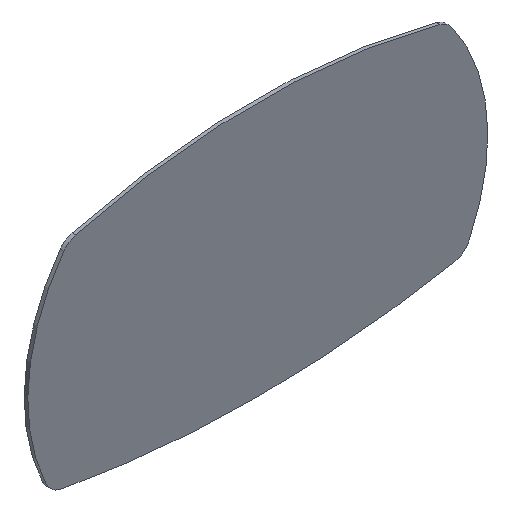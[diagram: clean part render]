
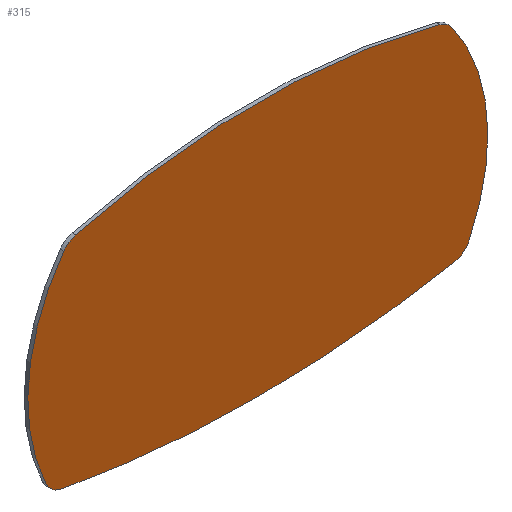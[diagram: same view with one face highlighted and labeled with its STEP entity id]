
A CAD part, isometric view. The second image highlights one B-rep face of the part: STEP entity #315.
In plain terms, the highlighted planar face has unit normal (0, -1, 0).
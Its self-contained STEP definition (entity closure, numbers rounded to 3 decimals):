
#2 = AXIS2_PLACEMENT_3D ( 'NONE', #11, #288, #257 ) ;
#8 = AXIS2_PLACEMENT_3D ( 'NONE', #187, #335, #122 ) ;
#11 = CARTESIAN_POINT ( 'NONE',  ( 0., 0., 260.533 ) ) ;
#17 = CARTESIAN_POINT ( 'NONE',  ( 26.717, 0., 118.016 ) ) ;
#22 = VERTEX_POINT ( 'NONE', #279 ) ;
#24 = CARTESIAN_POINT ( 'NONE',  ( 54.54, 0., -30.399 ) ) ;
#27 = DIRECTION ( 'NONE',  ( 0., 1., 0. ) ) ;
#32 = CARTESIAN_POINT ( 'NONE',  ( -53.435, 0., -24.502 ) ) ;
#35 = DIRECTION ( 'NONE',  ( 0., 0., 1. ) ) ;
#36 = AXIS2_PLACEMENT_3D ( 'NONE', #304, #215, #116 ) ;
#37 = CIRCLE ( 'NONE', #310, 52.798 ) ;
#38 = CARTESIAN_POINT ( 'NONE',  ( -54.54, 0., -30.399 ) ) ;
#46 = DIRECTION ( 'NONE',  ( 0., 1., 0. ) ) ;
#58 = DIRECTION ( 'NONE',  ( 0., 1., 0. ) ) ;
#60 = DIRECTION ( 'NONE',  ( 0., 0., 1. ) ) ;
#64 = VERTEX_POINT ( 'NONE', #24 ) ;
#66 = DIRECTION ( 'NONE',  ( 0., 1., 0. ) ) ;
#67 = DIRECTION ( 'NONE',  ( 0., 1., 0. ) ) ;
#68 = EDGE_CURVE ( 'NONE', #283, #197, #336, .T. ) ;
#74 = AXIS2_PLACEMENT_3D ( 'NONE', #94, #58, #100 ) ;
#85 = EDGE_CURVE ( 'NONE', #271, #130, #180, .T. ) ;
#88 = AXIS2_PLACEMENT_3D ( 'NONE', #17, #46, #269 ) ;
#89 = EDGE_CURVE ( 'NONE', #22, #195, #250, .T. ) ;
#94 = CARTESIAN_POINT ( 'NONE',  ( -11.202, 0., -4.341 ) ) ;
#96 = EDGE_CURVE ( 'NONE', #130, #278, #366, .T. ) ;
#100 = DIRECTION ( 'NONE',  ( 0., 0., 1. ) ) ;
#101 = EDGE_CURVE ( 'NONE', #197, #22, #136, .T. ) ;
#107 = CARTESIAN_POINT ( 'NONE',  ( -58.849, 0., -27.087 ) ) ;
#113 = ORIENTED_EDGE ( 'NONE', *, *, #123, .F. ) ;
#116 = DIRECTION ( 'NONE',  ( 0., 0., 1. ) ) ;
#121 = ORIENTED_EDGE ( 'NONE', *, *, #101, .F. ) ;
#122 = DIRECTION ( 'NONE',  ( 0., 0., 1. ) ) ;
#123 = EDGE_CURVE ( 'NONE', #369, #64, #124, .T. ) ;
#124 = CIRCLE ( 'NONE', #272, 6. ) ;
#130 = VERTEX_POINT ( 'NONE', #38 ) ;
#134 = CARTESIAN_POINT ( 'NONE',  ( 0., 0., -35.467 ) ) ;
#136 = CIRCLE ( 'NONE', #214, 196. ) ;
#144 = CARTESIAN_POINT ( 'NONE',  ( 0., 0., 260.533 ) ) ;
#150 = EDGE_CURVE ( 'NONE', #64, #271, #218, .T. ) ;
#157 = EDGE_CURVE ( 'NONE', #195, #369, #37, .T. ) ;
#158 = DIRECTION ( 'NONE',  ( 0., 0., 1. ) ) ;
#180 = CIRCLE ( 'NONE', #294, 296. ) ;
#181 = ORIENTED_EDGE ( 'NONE', *, *, #157, .F. ) ;
#187 = CARTESIAN_POINT ( 'NONE',  ( -49.132, 0., 23.071 ) ) ;
#191 = EDGE_CURVE ( 'NONE', #278, #283, #194, .T. ) ;
#194 = CIRCLE ( 'NONE', #74, 52.798 ) ;
#195 = VERTEX_POINT ( 'NONE', #334 ) ;
#197 = VERTEX_POINT ( 'NONE', #254 ) ;
#202 = PLANE ( 'NONE',  #88 ) ;
#208 = CARTESIAN_POINT ( 'NONE',  ( 58.849, 0., -27.087 ) ) ;
#213 = ORIENTED_EDGE ( 'NONE', *, *, #191, .F. ) ;
#214 = AXIS2_PLACEMENT_3D ( 'NONE', #368, #66, #158 ) ;
#215 = DIRECTION ( 'NONE',  ( 0., 1., 0. ) ) ;
#217 = DIRECTION ( 'NONE',  ( 0., 1., 0. ) ) ;
#218 = CIRCLE ( 'NONE', #2, 296. ) ;
#222 = DIRECTION ( 'NONE',  ( 0., 1., 0. ) ) ;
#226 = CARTESIAN_POINT ( 'NONE',  ( 11.202, 0., -4.341 ) ) ;
#234 = FACE_OUTER_BOUND ( 'NONE', #347, .T. ) ;
#247 = DIRECTION ( 'NONE',  ( 0., 0., 1. ) ) ;
#250 = CIRCLE ( 'NONE', #36, 6. ) ;
#254 = CARTESIAN_POINT ( 'NONE',  ( -50.683, 0., 28.866 ) ) ;
#256 = ORIENTED_EDGE ( 'NONE', *, *, #89, .F. ) ;
#257 = DIRECTION ( 'NONE',  ( 0., 0., 1. ) ) ;
#269 = DIRECTION ( 'NONE',  ( 0., 0., 1. ) ) ;
#271 = VERTEX_POINT ( 'NONE', #134 ) ;
#272 = AXIS2_PLACEMENT_3D ( 'NONE', #339, #67, #247 ) ;
#278 = VERTEX_POINT ( 'NONE', #107 ) ;
#279 = CARTESIAN_POINT ( 'NONE',  ( 50.683, 0., 28.866 ) ) ;
#282 = ORIENTED_EDGE ( 'NONE', *, *, #150, .F. ) ;
#283 = VERTEX_POINT ( 'NONE', #317 ) ;
#287 = ORIENTED_EDGE ( 'NONE', *, *, #85, .F. ) ;
#288 = DIRECTION ( 'NONE',  ( 0., 1., 0. ) ) ;
#289 = DIRECTION ( 'NONE',  ( 0., 0., 1. ) ) ;
#294 = AXIS2_PLACEMENT_3D ( 'NONE', #144, #27, #60 ) ;
#298 = ORIENTED_EDGE ( 'NONE', *, *, #68, .F. ) ;
#301 = ORIENTED_EDGE ( 'NONE', *, *, #96, .F. ) ;
#304 = CARTESIAN_POINT ( 'NONE',  ( 49.132, 0., 23.071 ) ) ;
#310 = AXIS2_PLACEMENT_3D ( 'NONE', #226, #217, #289 ) ;
#315 = ADVANCED_FACE ( 'NONE', ( #234 ), #202, .F. ) ;
#317 = CARTESIAN_POINT ( 'NONE',  ( -53.995, 0., 26.585 ) ) ;
#322 = AXIS2_PLACEMENT_3D ( 'NONE', #32, #222, #35 ) ;
#334 = CARTESIAN_POINT ( 'NONE',  ( 53.995, 0., 26.585 ) ) ;
#335 = DIRECTION ( 'NONE',  ( 0., 1., 0. ) ) ;
#336 = CIRCLE ( 'NONE', #8, 6. ) ;
#339 = CARTESIAN_POINT ( 'NONE',  ( 53.435, 0., -24.502 ) ) ;
#347 = EDGE_LOOP ( 'NONE', ( #113, #181, #256, #121, #298, #213, #301, #287, #282 ) ) ;
#366 = CIRCLE ( 'NONE', #322, 6. ) ;
#368 = CARTESIAN_POINT ( 'NONE',  ( 0., 0., -160.467 ) ) ;
#369 = VERTEX_POINT ( 'NONE', #208 ) ;
